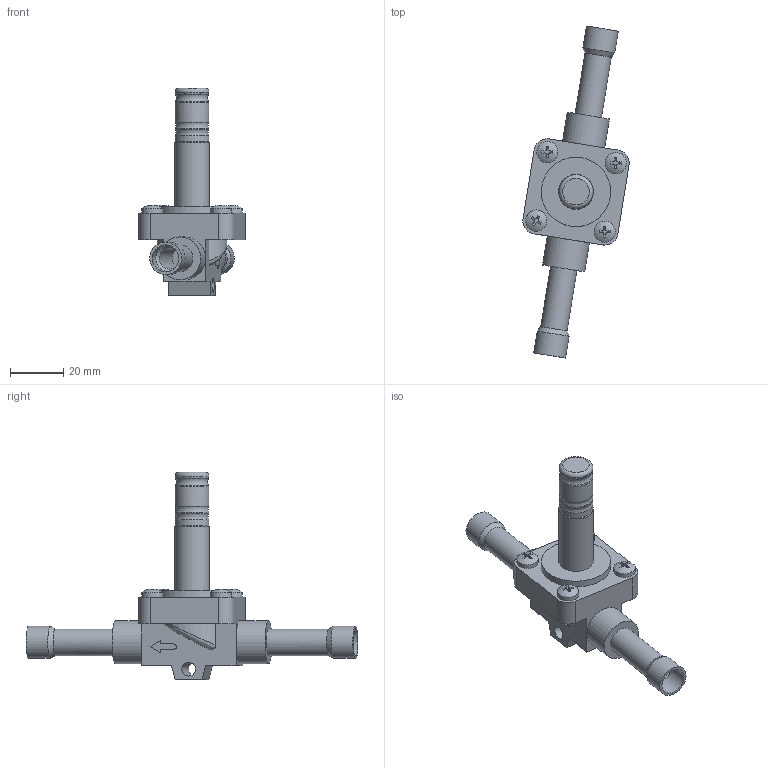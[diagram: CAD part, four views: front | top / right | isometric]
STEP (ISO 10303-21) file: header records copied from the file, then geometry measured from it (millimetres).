
FILE_DESCRIPTION(('TFLEX Exchange Step'),'2;1');
FILE_NAME('032L2212R.stp', '2023-09-28T09:30:43+03:00',('RUCO3026'),('Unknown organisation'),'TFLEX Exchange 2022.1','T-FLEX CAD','Unknown authorisation');
FILE_SCHEMA( ('AUTOMOTIVE_DESIGN { 1 0 10303 214 1 1 1 1 }') );
Length unit declared in the file: millimetre
Products named in the file (1): Nodes
Bounding box: 39.81 x 124.34 x 77.7 mm (x, y, z)
Volume: 30913.3 mm3; surface area: 16231 mm2
Topology: 1 solids, 6 shells, 192 faces, 542 edges, 382 vertices
Faces by surface type: plane 108, cylinder 64, torus 8, cone 6, sphere 4, bspline 2
Full cylindrical faces by diameter (mm): 4 x8, 4.5 x4, 5.2 x1, 8 x6, 10 x2, 10.1 x2, 11.6 x2, 12 x1, 12.1 x2, 12.7 x4, 13.1 x1, 16 x2, 26 x1
Entity records: 7732 total; most frequent: CARTESIAN_POINT 2663, ORIENTED_EDGE 1084, DIRECTION 1046, EDGE_CURVE 542, AXIS2_PLACEMENT_3D 393, VERTEX_POINT 382, VECTOR 260, LINE 260
